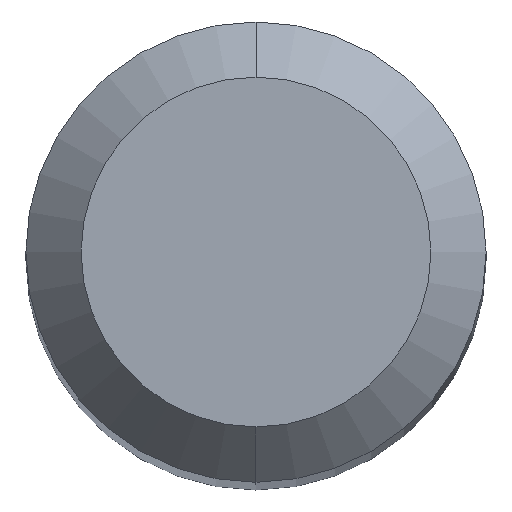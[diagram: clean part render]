
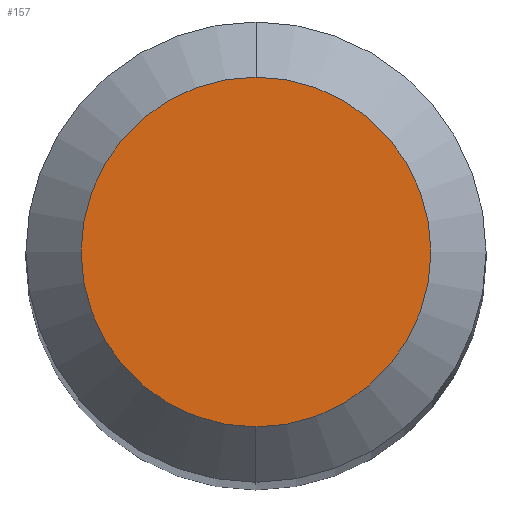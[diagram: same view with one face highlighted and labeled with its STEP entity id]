
A CAD part, top view. The second image highlights one B-rep face of the part: STEP entity #157.
In plain terms, the highlighted planar face has unit normal (0, 0, 1).
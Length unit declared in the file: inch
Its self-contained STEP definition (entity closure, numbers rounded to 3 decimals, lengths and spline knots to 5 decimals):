
#4 = CARTESIAN_POINT ( 'NONE',  ( 0., 0., 0. ) ) ;
#10 = VERTEX_POINT ( 'NONE', #338 ) ;
#43 = EDGE_CURVE ( 'NONE', #378, #10, #366, .T. ) ;
#63 = AXIS2_PLACEMENT_3D ( 'NONE', #466, #149, #276 ) ;
#78 = DIRECTION ( 'NONE',  ( 0., -1., 0. ) ) ;
#91 = CARTESIAN_POINT ( 'NONE',  ( 0., -0.0475, 0. ) ) ;
#105 = PLANE ( 'NONE',  #63 ) ;
#109 = CARTESIAN_POINT ( 'NONE',  ( 0., 0., 0. ) ) ;
#134 = ORIENTED_EDGE ( 'NONE', *, *, #43, .T. ) ;
#149 = DIRECTION ( 'NONE',  ( 0., 0., -1. ) ) ;
#157 = ADVANCED_FACE ( 'NONE', ( #187 ), #105, .F. ) ;
#170 = AXIS2_PLACEMENT_3D ( 'NONE', #4, #201, #371 ) ;
#187 = FACE_OUTER_BOUND ( 'NONE', #219, .T. ) ;
#201 = DIRECTION ( 'NONE',  ( 0., 0., 1. ) ) ;
#219 = EDGE_LOOP ( 'NONE', ( #442, #134 ) ) ;
#229 = DIRECTION ( 'NONE',  ( 0., 0., 1. ) ) ;
#258 = EDGE_CURVE ( 'NONE', #10, #378, #438, .T. ) ;
#276 = DIRECTION ( 'NONE',  ( 0., 1., 0. ) ) ;
#338 = CARTESIAN_POINT ( 'NONE',  ( 0., 0.0475, 0. ) ) ;
#366 = CIRCLE ( 'NONE', #427, 0.0475 ) ;
#371 = DIRECTION ( 'NONE',  ( 0., -1., 0. ) ) ;
#378 = VERTEX_POINT ( 'NONE', #91 ) ;
#427 = AXIS2_PLACEMENT_3D ( 'NONE', #109, #229, #78 ) ;
#438 = CIRCLE ( 'NONE', #170, 0.0475 ) ;
#442 = ORIENTED_EDGE ( 'NONE', *, *, #258, .T. ) ;
#466 = CARTESIAN_POINT ( 'NONE',  ( 0., 0.0475, 0. ) ) ;
